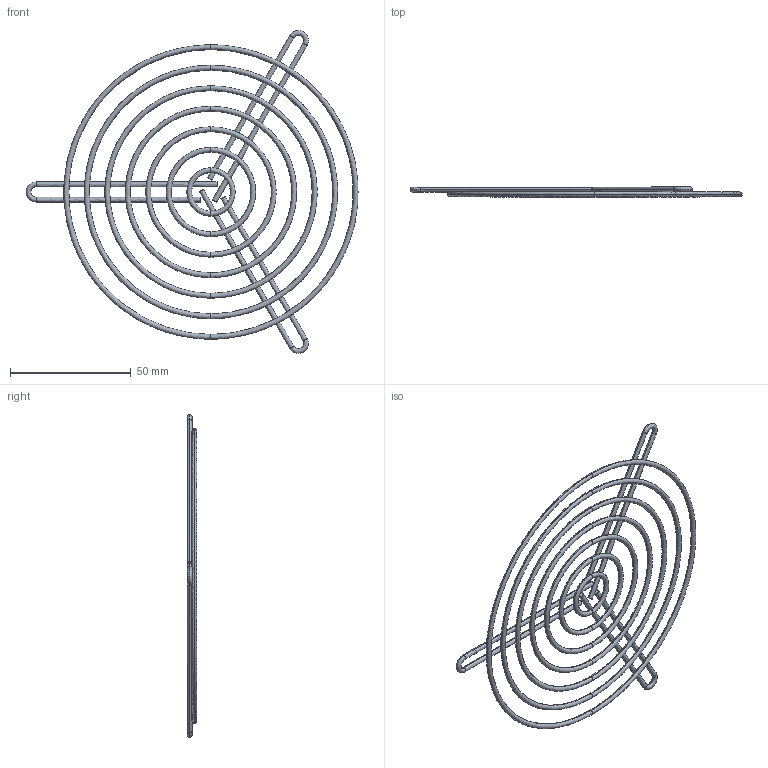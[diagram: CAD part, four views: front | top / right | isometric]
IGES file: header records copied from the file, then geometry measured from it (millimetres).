
Start section: SolidWorks IGES file using analytic representation for surfaces
Global section: file name: SIL120-7FB.IGS; native system: SolidWorks 2021; preprocessor: SolidWorks 2021; author: alec; date: 230907.162735; units: millimetre
Bounding box: 137.58 x 3.99 x 133.87 mm (x, y, z)
Surface area: 12437.7 mm2 (no closed solid volume)
Topology: 0 solids, 0 shells, 52 faces, 1939 edges, 1939 vertices
Faces by surface type: bspline 40, revolution 12
